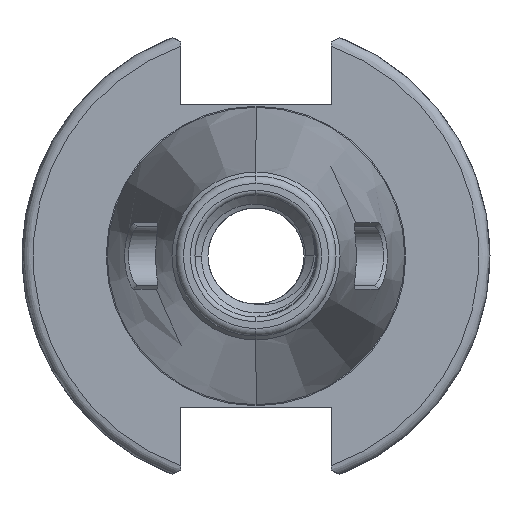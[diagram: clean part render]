
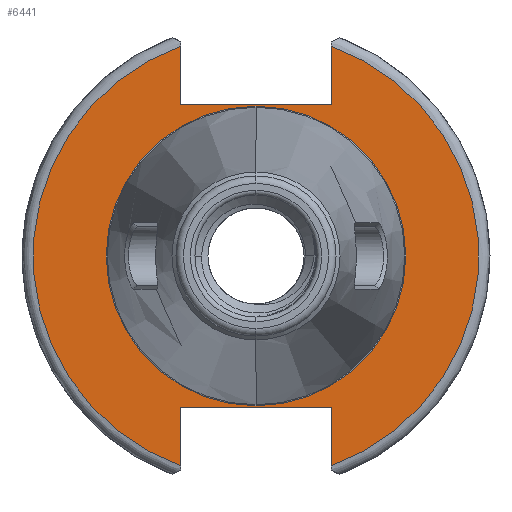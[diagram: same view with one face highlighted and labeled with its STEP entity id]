
A CAD part, left-side view. The second image highlights one B-rep face of the part: STEP entity #6441.
In plain terms, the highlighted planar face has unit normal (-1, 0, 0).
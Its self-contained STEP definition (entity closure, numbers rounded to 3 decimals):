
#102 = CARTESIAN_POINT ( 'NONE',  ( -4., 8.075, 16.2 ) ) ;
#105 = CARTESIAN_POINT ( 'NONE',  ( -4., -8.075, 16.2 ) ) ;
#144 = CARTESIAN_POINT ( 'NONE',  ( -4., 0., 16.062 ) ) ;
#288 = VECTOR ( 'NONE', #2537, 1000. ) ;
#290 = VECTOR ( 'NONE', #2549, 1000. ) ;
#292 = VECTOR ( 'NONE', #2561, 1000. ) ;
#294 = AXIS2_PLACEMENT_3D ( 'NONE', #2609, #2610, #2611 ) ;
#295 = VECTOR ( 'NONE', #2531, 1000. ) ;
#296 = VECTOR ( 'NONE', #2540, 1000. ) ;
#363 = AXIS2_PLACEMENT_3D ( 'NONE', #1968, #1969, #1970 ) ;
#810 = AXIS2_PLACEMENT_3D ( 'NONE', #2558, #2562, #2563 ) ;
#975 = EDGE_CURVE ( 'NONE', #3455, #6992, #6057, .T. ) ;
#1123 = VERTEX_POINT ( 'NONE', #1976 ) ;
#1142 = VERTEX_POINT ( 'NONE', #1979 ) ;
#1154 = VERTEX_POINT ( 'NONE', #1983 ) ;
#1157 = VERTEX_POINT ( 'NONE', #1985 ) ;
#1182 = VERTEX_POINT ( 'NONE', #1999 ) ;
#1194 = VERTEX_POINT ( 'NONE', #2003 ) ;
#1968 = CARTESIAN_POINT ( 'NONE',  ( -4., 0., 0. ) ) ;
#1969 = DIRECTION ( 'NONE',  ( -1., 0., 0. ) ) ;
#1970 = DIRECTION ( 'NONE',  ( 0., 0., 1. ) ) ;
#1976 = CARTESIAN_POINT ( 'NONE',  ( -4., 8.075, -16.2 ) ) ;
#1979 = CARTESIAN_POINT ( 'NONE',  ( -4., 8.075, 22.495 ) ) ;
#1983 = CARTESIAN_POINT ( 'NONE',  ( -4., -8.075, -16.2 ) ) ;
#1985 = CARTESIAN_POINT ( 'NONE',  ( -4., 8.075, -22.495 ) ) ;
#1999 = CARTESIAN_POINT ( 'NONE',  ( -4., -8.075, -22.495 ) ) ;
#2003 = CARTESIAN_POINT ( 'NONE',  ( -4., -8.075, 22.495 ) ) ;
#2016 = CARTESIAN_POINT ( 'NONE',  ( -4., 0., -16.062 ) ) ;
#2168 = LINE ( 'NONE', #2169, #4614 ) ;
#2169 = CARTESIAN_POINT ( 'NONE',  ( -4., 8.075, 25.1 ) ) ;
#2170 = DIRECTION ( 'NONE',  ( 0., 0., -1. ) ) ;
#2529 = LINE ( 'NONE', #2530, #295 ) ;
#2530 = CARTESIAN_POINT ( 'NONE',  ( -4., 8.075, -25.1 ) ) ;
#2531 = DIRECTION ( 'NONE',  ( 0., 0., 1. ) ) ;
#2535 = LINE ( 'NONE', #2536, #288 ) ;
#2536 = CARTESIAN_POINT ( 'NONE',  ( -4., -8.075, 16.2 ) ) ;
#2537 = DIRECTION ( 'NONE',  ( 0., -1., 0. ) ) ;
#2538 = LINE ( 'NONE', #2539, #296 ) ;
#2539 = CARTESIAN_POINT ( 'NONE',  ( -4., -8.075, -16.2 ) ) ;
#2540 = DIRECTION ( 'NONE',  ( 0., -1., 0. ) ) ;
#2547 = LINE ( 'NONE', #2548, #290 ) ;
#2548 = CARTESIAN_POINT ( 'NONE',  ( -4., -8.075, 25.1 ) ) ;
#2549 = DIRECTION ( 'NONE',  ( 0., 0., -1. ) ) ;
#2558 = CARTESIAN_POINT ( 'NONE',  ( -4., 0., 0. ) ) ;
#2559 = LINE ( 'NONE', #2560, #292 ) ;
#2560 = CARTESIAN_POINT ( 'NONE',  ( -4., -8.075, -25.1 ) ) ;
#2561 = DIRECTION ( 'NONE',  ( 0., 0., 1. ) ) ;
#2562 = DIRECTION ( 'NONE',  ( -1., 0., 0. ) ) ;
#2563 = DIRECTION ( 'NONE',  ( 0., 0., 1. ) ) ;
#2609 = CARTESIAN_POINT ( 'NONE',  ( -4., 0., 0. ) ) ;
#2610 = DIRECTION ( 'NONE',  ( -1., 0., 0. ) ) ;
#2611 = DIRECTION ( 'NONE',  ( 0., 0., 1. ) ) ;
#3455 = VERTEX_POINT ( 'NONE', #2016 ) ;
#4614 = VECTOR ( 'NONE', #2170, 1000. ) ;
#4751 = DIRECTION ( 'NONE',  ( -1., 0., 0. ) ) ;
#4752 = DIRECTION ( 'NONE',  ( 0., 0., 1. ) ) ;
#5169 = CARTESIAN_POINT ( 'NONE',  ( -4., 0., 0. ) ) ;
#5447 = ORIENTED_EDGE ( 'NONE', *, *, #6521, .T. ) ;
#5448 = ORIENTED_EDGE ( 'NONE', *, *, #6535, .T. ) ;
#5449 = ORIENTED_EDGE ( 'NONE', *, *, #6518, .T. ) ;
#5450 = ORIENTED_EDGE ( 'NONE', *, *, #6527, .F. ) ;
#5451 = ORIENTED_EDGE ( 'NONE', *, *, #6528, .T. ) ;
#5452 = ORIENTED_EDGE ( 'NONE', *, *, #6524, .T. ) ;
#5453 = ORIENTED_EDGE ( 'NONE', *, *, #6520, .F. ) ;
#5454 = ORIENTED_EDGE ( 'NONE', *, *, #6557, .F. ) ;
#5581 = PLANE ( 'NONE',  #6373 ) ;
#5585 = CARTESIAN_POINT ( 'NONE',  ( -4., 16.062, 0. ) ) ;
#5586 = DIRECTION ( 'NONE',  ( 1., 0., 0. ) ) ;
#5587 = DIRECTION ( 'NONE',  ( 0., 0., -1. ) ) ;
#6057 = CIRCLE ( 'NONE', #363, 16.062 ) ;
#6119 = CIRCLE ( 'NONE', #6214, 16.062 ) ;
#6134 = CIRCLE ( 'NONE', #810, 23.9 ) ;
#6136 = CIRCLE ( 'NONE', #294, 23.9 ) ;
#6214 = AXIS2_PLACEMENT_3D ( 'NONE', #5169, #4751, #4752 ) ;
#6373 = AXIS2_PLACEMENT_3D ( 'NONE', #5585, #5586, #5587 ) ;
#6378 = FACE_BOUND ( 'NONE', #7293, .T. ) ;
#6380 = FACE_OUTER_BOUND ( 'NONE', #7292, .T. ) ;
#6441 = ADVANCED_FACE ( 'NONE', ( #6380, #6378 ), #5581, .F. ) ;
#6474 = EDGE_CURVE ( 'NONE', #6992, #3455, #6119, .T. ) ;
#6518 = EDGE_CURVE ( 'NONE', #1157, #1123, #2529, .T. ) ;
#6520 = EDGE_CURVE ( 'NONE', #6928, #6932, #2535, .T. ) ;
#6521 = EDGE_CURVE ( 'NONE', #1123, #1154, #2538, .T. ) ;
#6524 = EDGE_CURVE ( 'NONE', #1194, #6932, #2547, .T. ) ;
#6527 = EDGE_CURVE ( 'NONE', #1182, #1154, #2559, .T. ) ;
#6528 = EDGE_CURVE ( 'NONE', #1182, #1194, #6134, .T. ) ;
#6535 = EDGE_CURVE ( 'NONE', #1142, #1157, #6136, .T. ) ;
#6557 = EDGE_CURVE ( 'NONE', #1142, #6928, #2168, .T. ) ;
#6928 = VERTEX_POINT ( 'NONE', #102 ) ;
#6932 = VERTEX_POINT ( 'NONE', #105 ) ;
#6973 = ORIENTED_EDGE ( 'NONE', *, *, #6474, .F. ) ;
#6980 = ORIENTED_EDGE ( 'NONE', *, *, #975, .F. ) ;
#6992 = VERTEX_POINT ( 'NONE', #144 ) ;
#7292 = EDGE_LOOP ( 'NONE', ( #5448, #5449, #5447, #5450, #5451, #5452, #5453, #5454 ) ) ;
#7293 = EDGE_LOOP ( 'NONE', ( #6973, #6980 ) ) ;
